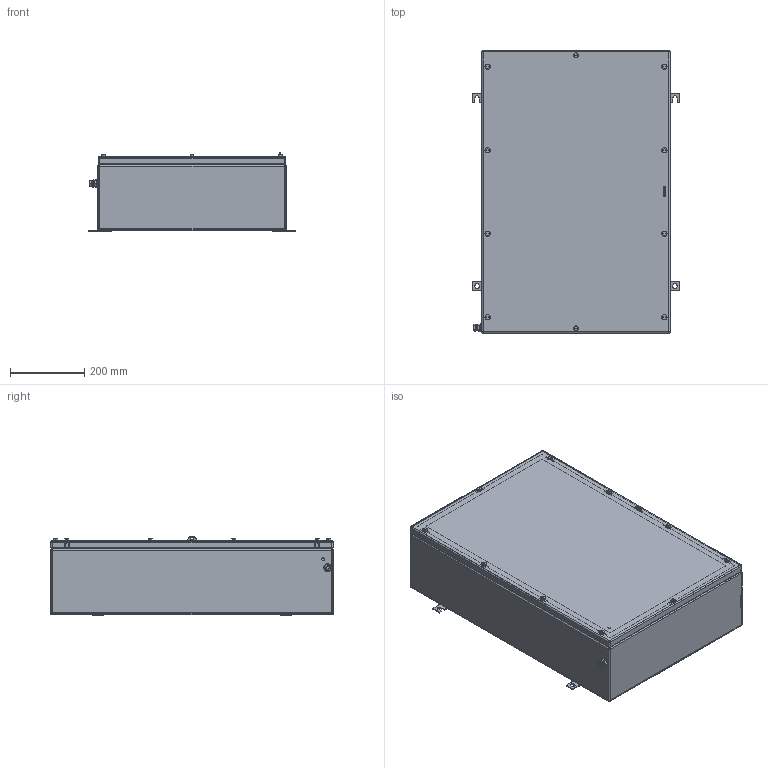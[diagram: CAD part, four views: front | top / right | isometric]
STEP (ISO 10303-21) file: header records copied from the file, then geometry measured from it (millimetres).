
FILE_DESCRIPTION(('CATIA V5 STEP Exchange','CAx-IF Rec.Pracs.--- Model Styling and Organization---1.4--- 2014-01-23'),'2;1');
FILE_NAME ('008584-6_2_1195450000_1195450000.stp','2019-07-19T07:38:18+00:00',('none'),('Weidmueller'),'CATIA Version 5-6 Release 2016 SP3 HF44','CATIA V5 STEP AP214','none');
FILE_SCHEMA(('AUTOMOTIVE_DESIGN { 1 0 10303 214 1 1 1 1 }'));
Products named in the file (1): 1195450000
Bounding box: 559 x 762 x 215 mm (x, y, z)
Volume: 2294486.6 mm3; surface area: 2921369.4 mm2
Topology: 55 solids, 55 shells, 2326 faces, 5526 edges, 3203 vertices
Faces by surface type: cylinder 933, plane 847, torus 212, sphere 156, cone 118, bspline 60
Entity records: 66537 total; most frequent: CARTESIAN_POINT 16728, ORIENTED_EDGE 10680, DIRECTION 8840, EDGE_CURVE 5340, AXIS2_PLACEMENT_3D 4017, VERTEX_POINT 3203, VECTOR 2935, LINE 2935
